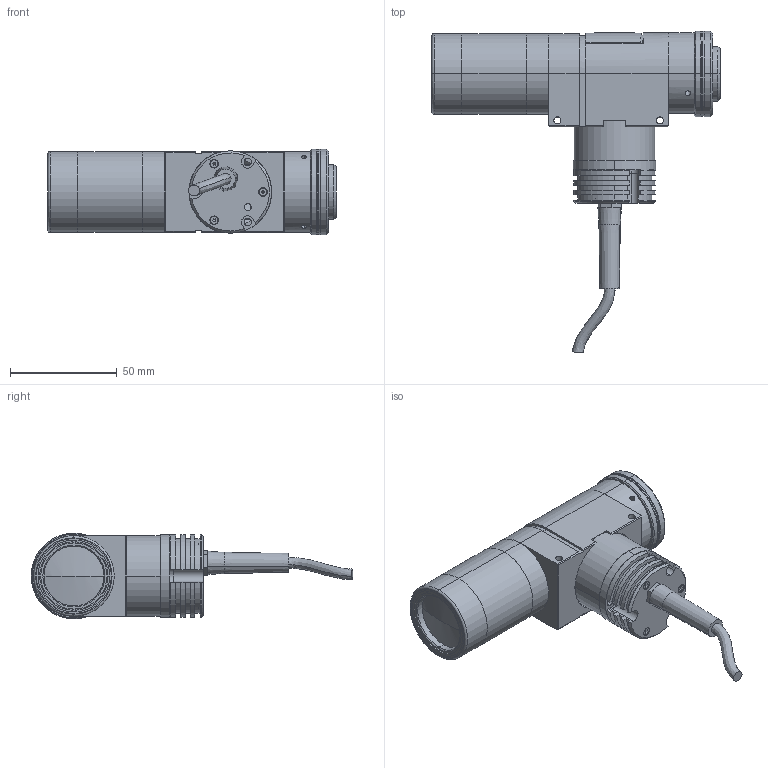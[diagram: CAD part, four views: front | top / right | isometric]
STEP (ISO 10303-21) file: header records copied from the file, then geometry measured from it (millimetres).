
FILE_DESCRIPTION (( 'STEP AP214' ), '1' );
FILE_NAME ('TCCX050.STEP', '2014-11-06T15:55:31', ( '' ), ( '' ), 'SwSTEP 2.0', 'SolidWorks 2013', '' );
FILE_SCHEMA (( 'AUTOMOTIVE_DESIGN' ));
Length unit declared in the file: millimetre
Products named in the file (1): TCCX050
Bounding box: 134.72 x 150.45 x 40 mm (x, y, z)
Surface area: 37491.5 mm2 (no closed solid volume)
Topology: 0 solids, 29 shells, 295 faces, 869 edges, 597 vertices
Faces by surface type: plane 143, cylinder 113, cone 23, torus 12, sphere 2, bspline 2
Entity records: 13535 total; most frequent: CARTESIAN_POINT 2247, DIRECTION 1776, ORIENTED_EDGE 1473, EDGE_CURVE 867, AXIS2_PLACEMENT_3D 650, VERTEX_POINT 597, VECTOR 476, LINE 476
